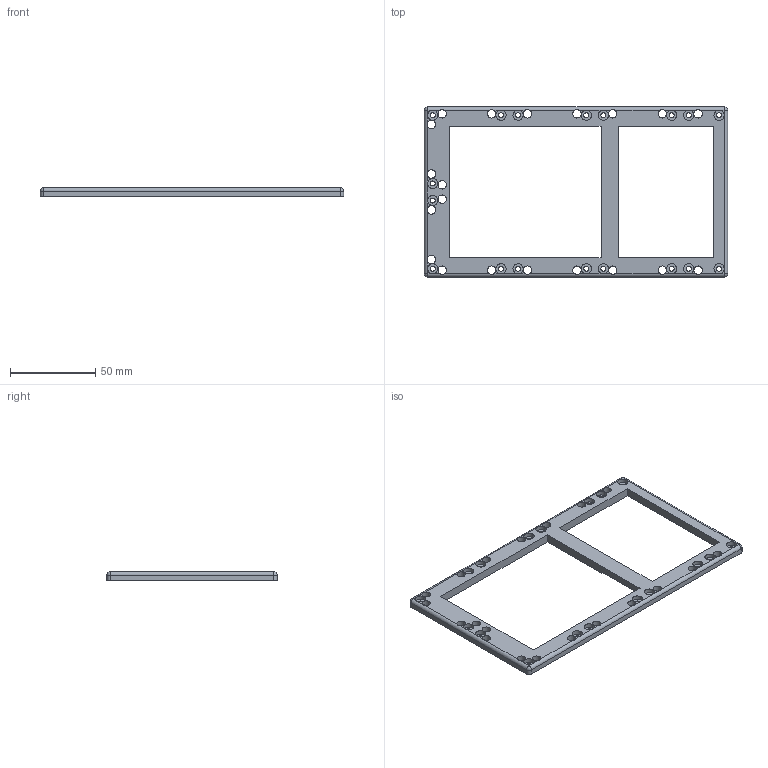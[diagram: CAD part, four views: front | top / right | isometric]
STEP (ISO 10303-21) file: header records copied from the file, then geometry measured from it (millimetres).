
FILE_DESCRIPTION(/* description */ (''),/* implementation_level */ '2;1');
FILE_NAME(/* name */ '30_CUBE_openSIM_Cagelid.ipt.step',/* time_stamp */ '2022-11-29T08:17:36+01:00',/* author */ ('wanghaoran'),/* organization */ (''),/* preprocessor_version */ 'ST-DEVELOPER v18.1',/* originating_system */ 'Autodesk Inventor 2022',/* authorisation */ '');
FILE_SCHEMA (('AUTOMOTIVE_DESIGN { 1 0 10303 214 3 1 1 }'));
Length unit declared in the file: millimetre
Products named in the file (1): 30_CUBE_openSIM_Cagelid
Bounding box: 177.7 x 99.8 x 5.08 mm (x, y, z)
Volume: 28307.5 mm3; surface area: 20218.7 mm2
Topology: 1 solids, 1 shells, 119 faces, 430 edges, 282 vertices
Faces by surface type: cylinder 64, plane 51, sphere 4
Full cylindrical faces by diameter (mm): 2.9 x18, 4.9 x20, 6 x18
Entity records: 5083 total; most frequent: CARTESIAN_POINT 1114, ORIENTED_EDGE 860, DIRECTION 840, EDGE_CURVE 430, AXIS2_PLACEMENT_3D 332, VERTEX_POINT 282, CIRCLE 182, LINE 176
